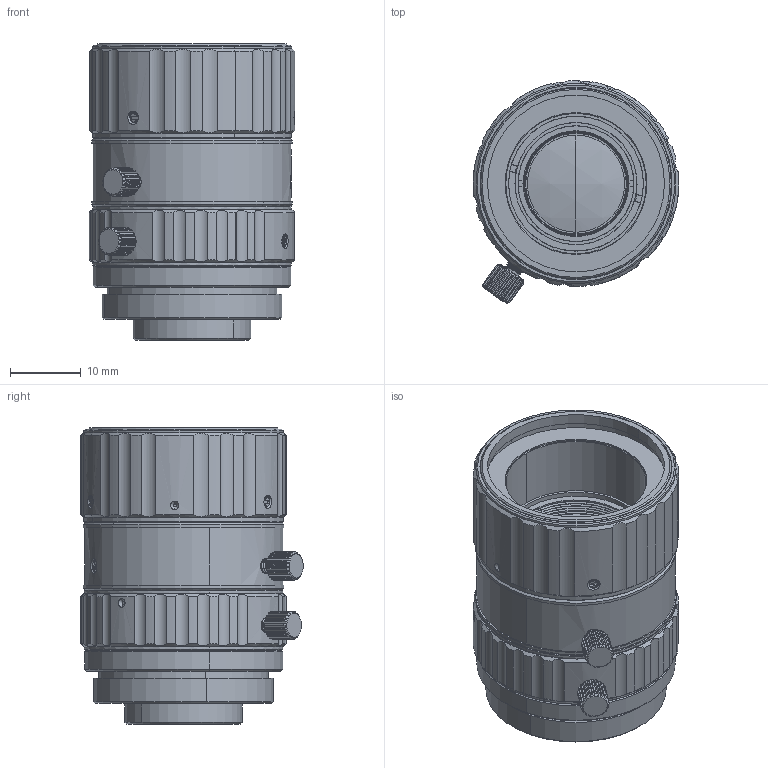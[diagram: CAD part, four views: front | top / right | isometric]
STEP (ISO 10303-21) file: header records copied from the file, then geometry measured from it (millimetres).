
FILE_DESCRIPTION (( 'STEP AP203' ), '1' );
FILE_NAME ('600054.STEP', '2022-02-17T07:05:04', ( '' ), ( '' ), 'SwSTEP 2.0', 'SolidWorks 2020', '' );
FILE_SCHEMA (( 'CONFIG_CONTROL_DESIGN' ));
Products named in the file (1): 600054
Bounding box: 28.99 x 31.37 x 41.78 mm (x, y, z)
Volume: 19561.2 mm3; surface area: 8897.1 mm2
Topology: 10 solids, 12 shells, 1167 faces, 3088 edges, 1991 vertices
Faces by surface type: cylinder 588, plane 293, cone 196, bspline 72, torus 12, sphere 6
Entity records: 63801 total; most frequent: CARTESIAN_POINT 37143, ORIENTED_EDGE 6176, DIRECTION 4620, EDGE_CURVE 3088, VERTEX_POINT 1991, AXIS2_PLACEMENT_3D 1796, B_SPLINE_CURVE_WITH_KNOTS 1344, EDGE_LOOP 1225
